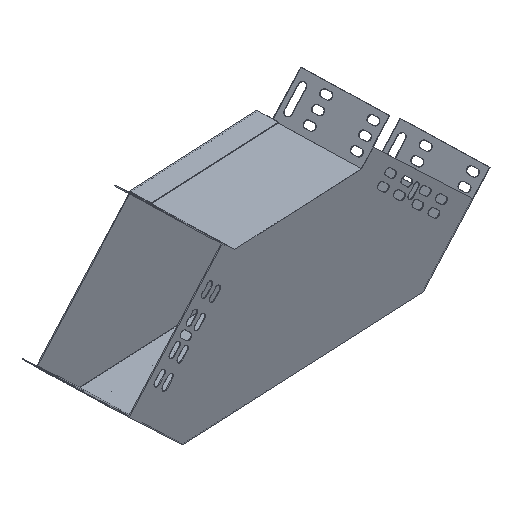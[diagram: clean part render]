
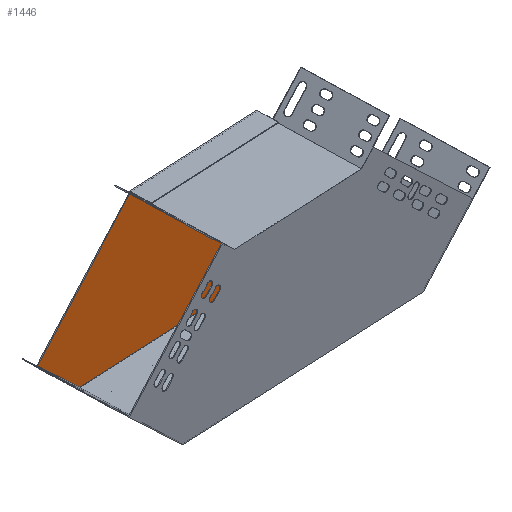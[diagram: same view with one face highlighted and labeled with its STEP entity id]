
A CAD part, isometric view. The second image highlights one B-rep face of the part: STEP entity #1446.
In plain terms, the highlighted planar face has unit normal (0.022, -1, 0.006).
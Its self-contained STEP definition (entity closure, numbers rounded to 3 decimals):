
#96 = CARTESIAN_POINT ( 'NONE',  ( 14.857, 89.443, 83.086 ) ) ;
#152 = LINE ( 'NONE', #7087, #6601 ) ;
#227 = LINE ( 'NONE', #6466, #6862 ) ;
#366 = AXIS2_PLACEMENT_3D ( 'NONE', #1243, #1079, #948 ) ;
#436 = ORIENTED_EDGE ( 'NONE', *, *, #4567, .F. ) ;
#447 = ORIENTED_EDGE ( 'NONE', *, *, #3833, .F. ) ;
#470 = VERTEX_POINT ( 'NONE', #5033 ) ;
#496 = DIRECTION ( 'NONE',  ( -0.999, -0.022, -0.027 ) ) ;
#668 = DIRECTION ( 'NONE',  ( 0.027, -0.006, -1. ) ) ;
#761 = LINE ( 'NONE', #2460, #3949 ) ;
#948 = DIRECTION ( 'NONE',  ( 0.027, -0.006, -1. ) ) ;
#978 = VERTEX_POINT ( 'NONE', #2054 ) ;
#1006 = ORIENTED_EDGE ( 'NONE', *, *, #3933, .T. ) ;
#1079 = DIRECTION ( 'NONE',  ( 0.022, -1., 0.006 ) ) ;
#1243 = CARTESIAN_POINT ( 'NONE',  ( 14.857, 89.443, 83.086 ) ) ;
#1257 = VECTOR ( 'NONE', #7105, 1000. ) ;
#1292 = LINE ( 'NONE', #6050, #7781 ) ;
#1313 = FACE_OUTER_BOUND ( 'NONE', #3380, .T. ) ;
#1357 = PLANE ( 'NONE',  #366 ) ;
#1365 = VERTEX_POINT ( 'NONE', #3892 ) ;
#1416 = ORIENTED_EDGE ( 'NONE', *, *, #4630, .T. ) ;
#1446 = ADVANCED_FACE ( 'NONE', ( #1313 ), #1357, .T. ) ;
#1491 = DIRECTION ( 'NONE',  ( 0.027, -0.006, -1. ) ) ;
#2029 = VECTOR ( 'NONE', #3345, 1000. ) ;
#2054 = CARTESIAN_POINT ( 'NONE',  ( 14.871, 89.44, 82.587 ) ) ;
#2065 = VERTEX_POINT ( 'NONE', #96 ) ;
#2071 = CARTESIAN_POINT ( 'NONE',  ( -339.613, 81.661, 73.502 ) ) ;
#2155 = EDGE_CURVE ( 'NONE', #2065, #978, #7167, .T. ) ;
#2460 = CARTESIAN_POINT ( 'NONE',  ( -339.599, 81.659, 73.002 ) ) ;
#2811 = CARTESIAN_POINT ( 'NONE',  ( -28.128, 88.214, 37.182 ) ) ;
#3160 = DIRECTION ( 'NONE',  ( 0.726, 0.011, -0.688 ) ) ;
#3182 = CARTESIAN_POINT ( 'NONE',  ( -235.818, 84.624, 183.619 ) ) ;
#3345 = DIRECTION ( 'NONE',  ( -0.027, 0.006, 1. ) ) ;
#3380 = EDGE_LOOP ( 'NONE', ( #7858, #436, #8035, #5578, #6156, #5492, #447, #6065, #1006, #1416 ) ) ;
#3399 = EDGE_CURVE ( 'NONE', #7299, #6518, #7937, .T. ) ;
#3542 = VERTEX_POINT ( 'NONE', #2071 ) ;
#3544 = VERTEX_POINT ( 'NONE', #2811 ) ;
#3592 = EDGE_CURVE ( 'NONE', #3542, #7953, #1292, .T. ) ;
#3770 = VECTOR ( 'NONE', #496, 1000. ) ;
#3833 = EDGE_CURVE ( 'NONE', #6518, #2065, #4993, .T. ) ;
#3892 = CARTESIAN_POINT ( 'NONE',  ( -339.599, 81.659, 73.002 ) ) ;
#3933 = EDGE_CURVE ( 'NONE', #7299, #470, #5664, .T. ) ;
#3949 = VECTOR ( 'NONE', #3160, 1000. ) ;
#4002 = CARTESIAN_POINT ( 'NONE',  ( -339.599, 81.659, 73.002 ) ) ;
#4118 = VECTOR ( 'NONE', #1491, 1000. ) ;
#4480 = CARTESIAN_POINT ( 'NONE',  ( -94.751, 87.718, 186.933 ) ) ;
#4567 = EDGE_CURVE ( 'NONE', #1365, #3542, #5756, .T. ) ;
#4614 = CARTESIAN_POINT ( 'NONE',  ( -94.765, 87.721, 187.433 ) ) ;
#4621 = DIRECTION ( 'NONE',  ( -0.687, -0.02, -0.726 ) ) ;
#4630 = EDGE_CURVE ( 'NONE', #470, #7953, #152, .T. ) ;
#4700 = CARTESIAN_POINT ( 'NONE',  ( -28.128, 88.214, 37.182 ) ) ;
#4993 = LINE ( 'NONE', #6831, #6240 ) ;
#5033 = CARTESIAN_POINT ( 'NONE',  ( -235.818, 84.624, 183.619 ) ) ;
#5239 = EDGE_CURVE ( 'NONE', #978, #3544, #227, .T. ) ;
#5249 = DIRECTION ( 'NONE',  ( 0.027, -0.006, -1. ) ) ;
#5296 = CARTESIAN_POINT ( 'NONE',  ( -294.198, 82.373, 29.987 ) ) ;
#5325 = EDGE_CURVE ( 'NONE', #6344, #3544, #6310, .T. ) ;
#5492 = ORIENTED_EDGE ( 'NONE', *, *, #2155, .F. ) ;
#5578 = ORIENTED_EDGE ( 'NONE', *, *, #5325, .T. ) ;
#5585 = EDGE_CURVE ( 'NONE', #1365, #6344, #761, .T. ) ;
#5630 = CARTESIAN_POINT ( 'NONE',  ( -235.804, 84.622, 183.119 ) ) ;
#5664 = LINE ( 'NONE', #3182, #3770 ) ;
#5756 = LINE ( 'NONE', #4002, #2029 ) ;
#6050 = CARTESIAN_POINT ( 'NONE',  ( -235.804, 84.622, 183.119 ) ) ;
#6065 = ORIENTED_EDGE ( 'NONE', *, *, #3399, .F. ) ;
#6108 = CARTESIAN_POINT ( 'NONE',  ( 14.857, 89.443, 83.086 ) ) ;
#6156 = ORIENTED_EDGE ( 'NONE', *, *, #5239, .F. ) ;
#6240 = VECTOR ( 'NONE', #7366, 1000. ) ;
#6310 = LINE ( 'NONE', #4700, #1257 ) ;
#6344 = VERTEX_POINT ( 'NONE', #5296 ) ;
#6466 = CARTESIAN_POINT ( 'NONE',  ( 14.871, 89.44, 82.587 ) ) ;
#6518 = VERTEX_POINT ( 'NONE', #4480 ) ;
#6519 = VECTOR ( 'NONE', #5249, 1000. ) ;
#6601 = VECTOR ( 'NONE', #668, 1000. ) ;
#6661 = DIRECTION ( 'NONE',  ( 0.687, 0.02, 0.726 ) ) ;
#6814 = CARTESIAN_POINT ( 'NONE',  ( -94.765, 87.721, 187.433 ) ) ;
#6831 = CARTESIAN_POINT ( 'NONE',  ( -94.751, 87.718, 186.933 ) ) ;
#6862 = VECTOR ( 'NONE', #4621, 1000. ) ;
#7087 = CARTESIAN_POINT ( 'NONE',  ( -235.818, 84.624, 183.619 ) ) ;
#7105 = DIRECTION ( 'NONE',  ( 0.999, 0.022, 0.027 ) ) ;
#7167 = LINE ( 'NONE', #6108, #4118 ) ;
#7299 = VERTEX_POINT ( 'NONE', #6814 ) ;
#7366 = DIRECTION ( 'NONE',  ( 0.726, 0.011, -0.688 ) ) ;
#7781 = VECTOR ( 'NONE', #6661, 1000. ) ;
#7858 = ORIENTED_EDGE ( 'NONE', *, *, #3592, .F. ) ;
#7937 = LINE ( 'NONE', #4614, #6519 ) ;
#7953 = VERTEX_POINT ( 'NONE', #5630 ) ;
#8035 = ORIENTED_EDGE ( 'NONE', *, *, #5585, .T. ) ;
